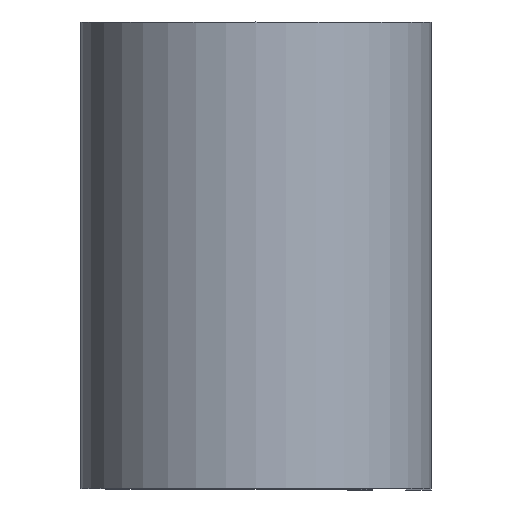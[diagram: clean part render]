
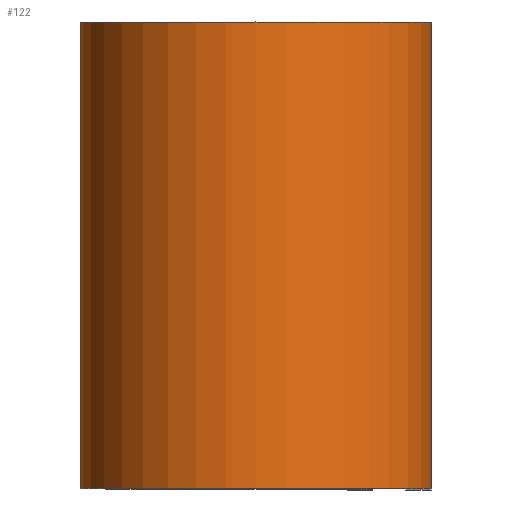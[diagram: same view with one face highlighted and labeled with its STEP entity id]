
A CAD part, top view. The second image highlights one B-rep face of the part: STEP entity #122.
In plain terms, the highlighted cylindrical face has radius 8.357 mm (diameter 16.713 mm), a partial arc.
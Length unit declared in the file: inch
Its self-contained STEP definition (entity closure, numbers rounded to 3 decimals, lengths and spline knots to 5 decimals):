
#60 = CARTESIAN_POINT ( 'NONE',  ( -0.329, -0.4375, 0.562 ) ) ;
#64 = CIRCLE ( 'NONE', #420, 0.329 ) ;
#111 = VERTEX_POINT ( 'NONE', #259 ) ;
#119 = VERTEX_POINT ( 'NONE', #612 ) ;
#122 = ADVANCED_FACE ( 'NONE', ( #493 ), #810, .T. ) ;
#136 = EDGE_CURVE ( 'NONE', #119, #111, #657, .T. ) ;
#142 = DIRECTION ( 'NONE',  ( 0., 1., 0. ) ) ;
#147 = AXIS2_PLACEMENT_3D ( 'NONE', #398, #842, #456 ) ;
#148 = CARTESIAN_POINT ( 'NONE',  ( 0., -0.4375, 0.562 ) ) ;
#196 = AXIS2_PLACEMENT_3D ( 'NONE', #327, #450, #722 ) ;
#211 = LINE ( 'NONE', #399, #854 ) ;
#231 = EDGE_CURVE ( 'NONE', #326, #539, #64, .T. ) ;
#246 = ORIENTED_EDGE ( 'NONE', *, *, #302, .T. ) ;
#259 = CARTESIAN_POINT ( 'NONE',  ( 0.329, 0.4375, 0.562 ) ) ;
#302 = EDGE_CURVE ( 'NONE', #119, #326, #211, .T. ) ;
#319 = VECTOR ( 'NONE', #617, 39.37008 ) ;
#326 = VERTEX_POINT ( 'NONE', #60 ) ;
#327 = CARTESIAN_POINT ( 'NONE',  ( 0., 0.4375, 0.562 ) ) ;
#345 = LINE ( 'NONE', #547, #319 ) ;
#347 = EDGE_CURVE ( 'NONE', #111, #539, #345, .T. ) ;
#353 = DIRECTION ( 'NONE',  ( 1., 0., 0. ) ) ;
#398 = CARTESIAN_POINT ( 'NONE',  ( 0., 0.4375, 0.562 ) ) ;
#399 = CARTESIAN_POINT ( 'NONE',  ( -0.329, 0.4375, 0.562 ) ) ;
#420 = AXIS2_PLACEMENT_3D ( 'NONE', #148, #142, #353 ) ;
#450 = DIRECTION ( 'NONE',  ( 0., -1., 0. ) ) ;
#456 = DIRECTION ( 'NONE',  ( 1., 0., 0. ) ) ;
#458 = DIRECTION ( 'NONE',  ( 0., -1., 0. ) ) ;
#493 = FACE_OUTER_BOUND ( 'NONE', #717, .T. ) ;
#499 = ORIENTED_EDGE ( 'NONE', *, *, #136, .F. ) ;
#539 = VERTEX_POINT ( 'NONE', #872 ) ;
#547 = CARTESIAN_POINT ( 'NONE',  ( 0.329, 0.4375, 0.562 ) ) ;
#593 = ORIENTED_EDGE ( 'NONE', *, *, #231, .T. ) ;
#612 = CARTESIAN_POINT ( 'NONE',  ( -0.329, 0.4375, 0.562 ) ) ;
#617 = DIRECTION ( 'NONE',  ( 0., -1., 0. ) ) ;
#657 = CIRCLE ( 'NONE', #147, 0.329 ) ;
#717 = EDGE_LOOP ( 'NONE', ( #593, #849, #499, #246 ) ) ;
#722 = DIRECTION ( 'NONE',  ( 0., 0., -1. ) ) ;
#810 = CYLINDRICAL_SURFACE ( 'NONE', #196, 0.329 ) ;
#842 = DIRECTION ( 'NONE',  ( 0., 1., 0. ) ) ;
#849 = ORIENTED_EDGE ( 'NONE', *, *, #347, .F. ) ;
#854 = VECTOR ( 'NONE', #458, 39.37008 ) ;
#872 = CARTESIAN_POINT ( 'NONE',  ( 0.329, -0.4375, 0.562 ) ) ;
